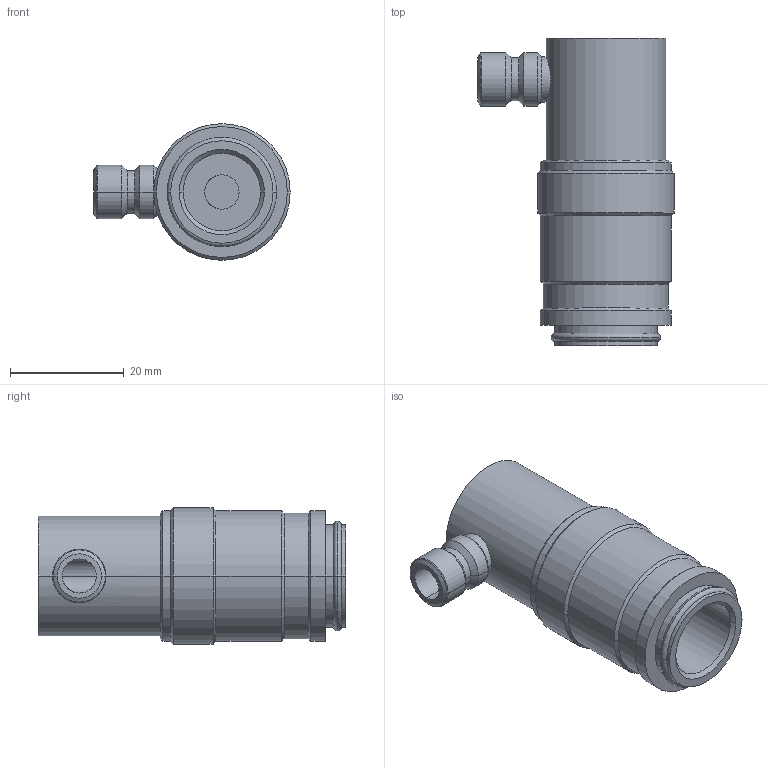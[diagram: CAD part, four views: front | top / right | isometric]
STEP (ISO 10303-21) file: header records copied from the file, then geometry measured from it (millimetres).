
FILE_DESCRIPTION(('STEP AP214'),'1');
FILE_NAME('esdk-esdms-90ab.stp','2020-04-22T06:13:15',('TraceParts'),('TraceParts S.A.'),'Spatial InterOp 3D',' ',' ');
FILE_SCHEMA(('automotive_design'));
Length unit declared in the file: millimetre
Products named in the file (1): 1
Bounding box: 34.5 x 54 x 24 mm (x, y, z)
Volume: 17379.7 mm3; surface area: 6660.5 mm2
Topology: 1 solids, 1 shells, 63 faces, 135 edges, 77 vertices
Faces by surface type: cylinder 30, cone 20, plane 7, torus 6
Entity records: 2354 total; most frequent: CARTESIAN_POINT 427, DIRECTION 332, ORIENTED_EDGE 270, AXIS2_PLACEMENT_3D 140, EDGE_CURVE 135, VERTEX_POINT 77, CIRCLE 76, EDGE_LOOP 68
